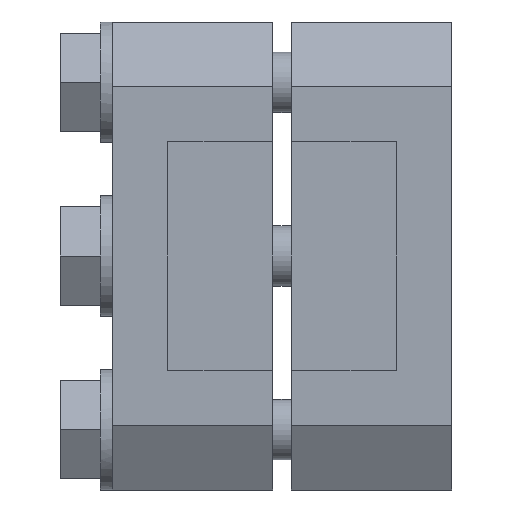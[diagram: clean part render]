
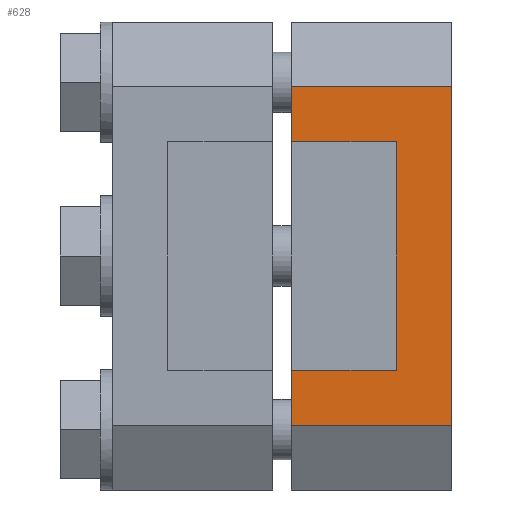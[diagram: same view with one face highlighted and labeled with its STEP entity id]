
A CAD part, left-side view. The second image highlights one B-rep face of the part: STEP entity #628.
In plain terms, the highlighted planar face has unit normal (-1, 0, 0).
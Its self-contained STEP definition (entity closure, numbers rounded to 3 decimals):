
#628 = ADVANCED_FACE( '', ( #1305 ), #1306, .F. );
#1305 = FACE_OUTER_BOUND( '', #2002, .T. );
#1306 = PLANE( '', #2003 );
#2002 = EDGE_LOOP( '', ( #3798, #3799, #3800, #3801, #3802, #3803, #3804, #3805 ) );
#2003 = AXIS2_PLACEMENT_3D( '', #3806, #3807, #3808 );
#3798 = ORIENTED_EDGE( '', *, *, #4588, .T. );
#3799 = ORIENTED_EDGE( '', *, *, #4173, .T. );
#3800 = ORIENTED_EDGE( '', *, *, #4721, .T. );
#3801 = ORIENTED_EDGE( '', *, *, #4722, .F. );
#3802 = ORIENTED_EDGE( '', *, *, #4703, .F. );
#3803 = ORIENTED_EDGE( '', *, *, #4210, .F. );
#3804 = ORIENTED_EDGE( '', *, *, #4235, .F. );
#3805 = ORIENTED_EDGE( '', *, *, #4723, .F. );
#3806 = CARTESIAN_POINT( '', ( 0., 0., 0. ) );
#3807 = DIRECTION( '', ( 1., 0., 0. ) );
#3808 = DIRECTION( '', ( 0., 0., -1. ) );
#4173 = EDGE_CURVE( '', #5046, #5047, #5048, .T. );
#4210 = EDGE_CURVE( '', #5112, #5114, #5115, .T. );
#4235 = EDGE_CURVE( '', #5153, #5112, #5156, .T. );
#4588 = EDGE_CURVE( '', #5669, #5046, #5670, .T. );
#4703 = EDGE_CURVE( '', #5114, #5797, #5799, .T. );
#4721 = EDGE_CURVE( '', #5047, #5819, #5820, .T. );
#4722 = EDGE_CURVE( '', #5797, #5819, #5821, .T. );
#4723 = EDGE_CURVE( '', #5669, #5153, #5822, .T. );
#5046 = VERTEX_POINT( '', #6306 );
#5047 = VERTEX_POINT( '', #6307 );
#5048 = LINE( '', #6308, #6309 );
#5112 = VERTEX_POINT( '', #6402 );
#5114 = VERTEX_POINT( '', #6405 );
#5115 = LINE( '', #6406, #6407 );
#5153 = VERTEX_POINT( '', #6468 );
#5156 = LINE( '', #6472, #6473 );
#5669 = VERTEX_POINT( '', #7288 );
#5670 = LINE( '', #7289, #7290 );
#5797 = VERTEX_POINT( '', #7489 );
#5799 = LINE( '', #7492, #7493 );
#5819 = VERTEX_POINT( '', #7518 );
#5820 = LINE( '', #7519, #7520 );
#5821 = LINE( '', #7521, #7522 );
#5822 = LINE( '', #7523, #7524 );
#6306 = CARTESIAN_POINT( '', ( 0., -15.15, 15.15 ) );
#6307 = CARTESIAN_POINT( '', ( 0., -15.15, -15.15 ) );
#6308 = CARTESIAN_POINT( '', ( 0., -15.15, 15.15 ) );
#6309 = VECTOR( '', #7743, 1000. );
#6402 = CARTESIAN_POINT( '', ( 0., -22.5, 22.5 ) );
#6405 = CARTESIAN_POINT( '', ( 0., -22.5, -22.5 ) );
#6406 = CARTESIAN_POINT( '', ( 0., -22.5, 22.5 ) );
#6407 = VECTOR( '', #7777, 1000. );
#6468 = CARTESIAN_POINT( '', ( 0., -1.25, 22.5 ) );
#6472 = CARTESIAN_POINT( '', ( 0., 22.5, 22.5 ) );
#6473 = VECTOR( '', #7802, 1000. );
#7288 = CARTESIAN_POINT( '', ( 0., -1.25, 15.15 ) );
#7289 = CARTESIAN_POINT( '', ( 0., 15.15, 15.15 ) );
#7290 = VECTOR( '', #8140, 1000. );
#7489 = CARTESIAN_POINT( '', ( 0., -1.25, -22.5 ) );
#7492 = CARTESIAN_POINT( '', ( 0., -22.5, -22.5 ) );
#7493 = VECTOR( '', #8227, 1000. );
#7518 = CARTESIAN_POINT( '', ( 0., -1.25, -15.15 ) );
#7519 = CARTESIAN_POINT( '', ( 0., -15.15, -15.15 ) );
#7520 = VECTOR( '', #8239, 1000. );
#7521 = CARTESIAN_POINT( '', ( 0., -1.25, 0. ) );
#7522 = VECTOR( '', #8240, 1000. );
#7523 = CARTESIAN_POINT( '', ( 0., -1.25, 0. ) );
#7524 = VECTOR( '', #8241, 1000. );
#7743 = DIRECTION( '', ( 0., 0., -1. ) );
#7777 = DIRECTION( '', ( 0., 0., -1. ) );
#7802 = DIRECTION( '', ( 0., -1., 0. ) );
#8140 = DIRECTION( '', ( 0., -1., 0. ) );
#8227 = DIRECTION( '', ( 0., 1., 0. ) );
#8239 = DIRECTION( '', ( 0., 1., 0. ) );
#8240 = DIRECTION( '', ( 0., 0., 1. ) );
#8241 = DIRECTION( '', ( 0., 0., 1. ) );
